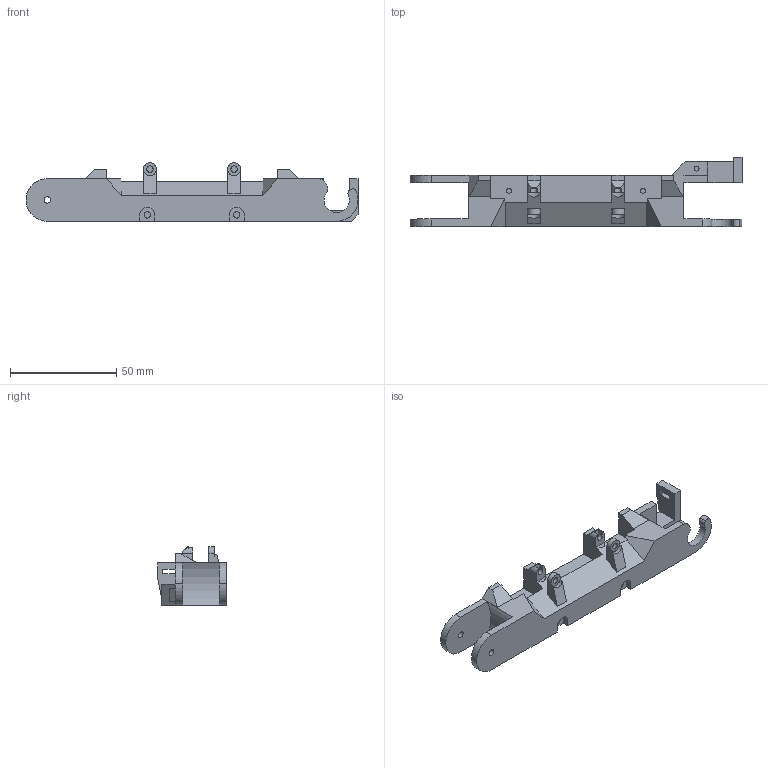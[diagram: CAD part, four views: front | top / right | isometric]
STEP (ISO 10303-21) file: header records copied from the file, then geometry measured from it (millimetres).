
FILE_DESCRIPTION (( 'STEP AP203' ), '1' );
FILE_NAME ('3.) Left Track Support.STEP', '2024-04-05T14:42:15', ( '' ), ( '' ), 'SwSTEP 2.0', 'SolidWorks 2024', '' );
FILE_SCHEMA (( 'CONFIG_CONTROL_DESIGN' ));
Length unit declared in the file: millimetre
Products named in the file (1): 3.) Left Track Support
Bounding box: 156 x 32.4 x 27.5 mm (x, y, z)
Volume: 41787.3 mm3; surface area: 17570.7 mm2
Topology: 1 solids, 1 shells, 149 faces, 418 edges, 277 vertices
Faces by surface type: plane 99, cylinder 50
Entity records: 4899 total; most frequent: CARTESIAN_POINT 863, ORIENTED_EDGE 836, DIRECTION 810, EDGE_CURVE 418, VECTOR 314, LINE 314, VERTEX_POINT 277, AXIS2_PLACEMENT_3D 248
